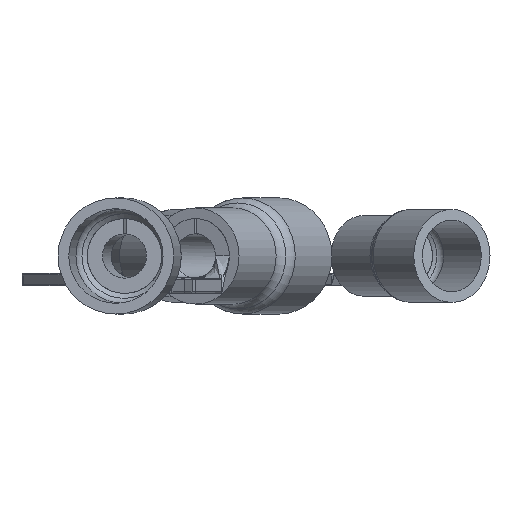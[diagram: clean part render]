
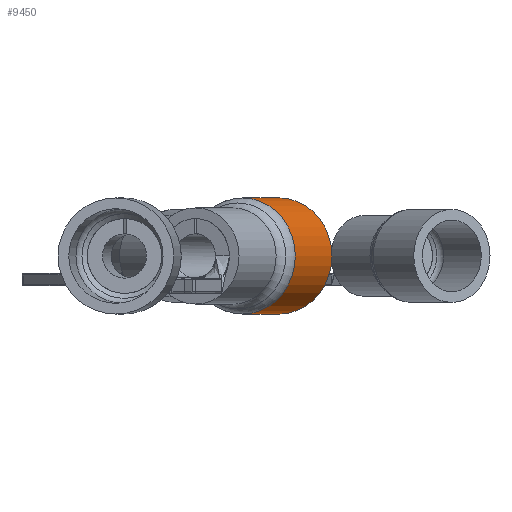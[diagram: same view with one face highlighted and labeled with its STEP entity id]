
A CAD part, front view. The second image highlights one B-rep face of the part: STEP entity #9450.
In plain terms, the highlighted cylindrical face has radius 3.8 mm (diameter 7.6 mm), a full revolution.
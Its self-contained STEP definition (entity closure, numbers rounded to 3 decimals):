
#9434 = EDGE_CURVE('',#9435,#9435,#9437,.T.);
#9435 = VERTEX_POINT('',#9436);
#9436 = CARTESIAN_POINT('',(0.,-20.7,-5.75));
#9437 = CIRCLE('',#9438,3.8);
#9438 = AXIS2_PLACEMENT_3D('',#9439,#9440,#9441);
#9439 = CARTESIAN_POINT('',(0.,-20.7,-1.95));
#9440 = DIRECTION('',(0.,-1.,0.));
#9441 = DIRECTION('',(0.,0.,-1.));
#9450 = ADVANCED_FACE('',(#9451),#9469,.T.);
#9451 = FACE_BOUND('',#9452,.T.);
#9452 = EDGE_LOOP('',(#9453,#9462,#9467,#9468));
#9453 = ORIENTED_EDGE('',*,*,#9454,.T.);
#9454 = EDGE_CURVE('',#9455,#9455,#9457,.T.);
#9455 = VERTEX_POINT('',#9456);
#9456 = CARTESIAN_POINT('',(0.,-15.02,-5.75));
#9457 = CIRCLE('',#9458,3.8);
#9458 = AXIS2_PLACEMENT_3D('',#9459,#9460,#9461);
#9459 = CARTESIAN_POINT('',(0.,-15.02,-1.95));
#9460 = DIRECTION('',(0.,-1.,0.));
#9461 = DIRECTION('',(0.,0.,-1.));
#9462 = ORIENTED_EDGE('',*,*,#9463,.T.);
#9463 = EDGE_CURVE('',#9455,#9435,#9464,.T.);
#9464 = B_SPLINE_CURVE_WITH_KNOTS('',1,(#9465,#9466),.UNSPECIFIED.,.F.,
  .F.,(2,2),(0.,5.68),.PIECEWISE_BEZIER_KNOTS.);
#9465 = CARTESIAN_POINT('',(0.,-15.02,-5.75));
#9466 = CARTESIAN_POINT('',(0.,-20.7,-5.75));
#9467 = ORIENTED_EDGE('',*,*,#9434,.F.);
#9468 = ORIENTED_EDGE('',*,*,#9463,.F.);
#9469 = CYLINDRICAL_SURFACE('',#9470,3.8);
#9470 = AXIS2_PLACEMENT_3D('',#9471,#9472,#9473);
#9471 = CARTESIAN_POINT('',(0.,-15.02,-1.95));
#9472 = DIRECTION('',(0.,-1.,0.));
#9473 = DIRECTION('',(0.,0.,-1.));
